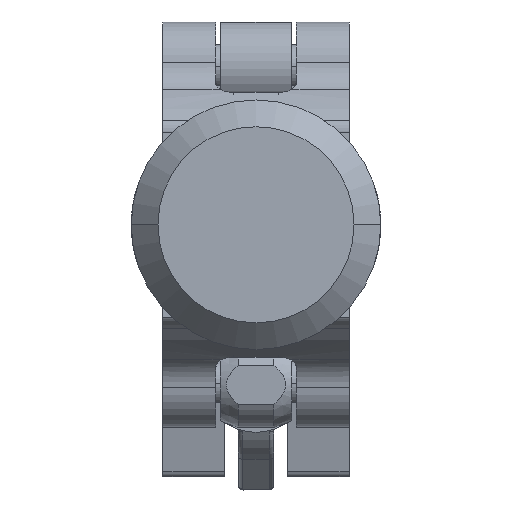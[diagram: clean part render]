
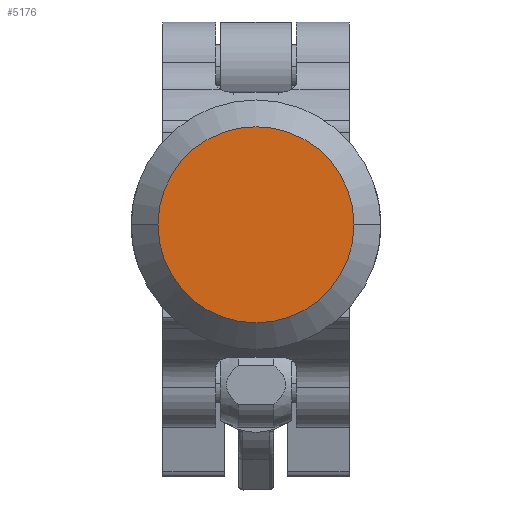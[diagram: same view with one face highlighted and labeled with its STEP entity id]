
A CAD part, front view. The second image highlights one B-rep face of the part: STEP entity #5176.
In plain terms, the highlighted planar face has unit normal (0, -1, 0).
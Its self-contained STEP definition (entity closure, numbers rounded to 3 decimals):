
#426 = AXIS2_PLACEMENT_3D ( 'NONE', #13700, #9036, #3766 ) ;
#681 = CIRCLE ( 'NONE', #5216, 11. ) ;
#1200 = ORIENTED_EDGE ( 'NONE', *, *, #5320, .T. ) ;
#2665 = CARTESIAN_POINT ( 'NONE',  ( 0., 0., 0. ) ) ;
#3766 = DIRECTION ( 'NONE',  ( 0., 0., -1. ) ) ;
#5176 = ADVANCED_FACE ( 'NONE', ( #14891 ), #12610, .T. ) ;
#5216 = AXIS2_PLACEMENT_3D ( 'NONE', #2665, #7502, #7563 ) ;
#5320 = EDGE_CURVE ( 'NONE', #15979, #13595, #681, .T. ) ;
#7086 = CARTESIAN_POINT ( 'NONE',  ( 11., 0., 0. ) ) ;
#7502 = DIRECTION ( 'NONE',  ( 0., -1., 0. ) ) ;
#7563 = DIRECTION ( 'NONE',  ( 0., 0., -1. ) ) ;
#8710 = CARTESIAN_POINT ( 'NONE',  ( 0., 0., 11. ) ) ;
#8934 = DIRECTION ( 'NONE',  ( 0., -1., 0. ) ) ;
#9036 = DIRECTION ( 'NONE',  ( 0., -1., 0. ) ) ;
#11013 = CIRCLE ( 'NONE', #426, 11. ) ;
#12610 = PLANE ( 'NONE',  #15787 ) ;
#13595 = VERTEX_POINT ( 'NONE', #19800 ) ;
#13700 = CARTESIAN_POINT ( 'NONE',  ( 0., 0., 0. ) ) ;
#14891 = FACE_OUTER_BOUND ( 'NONE', #17265, .T. ) ;
#15787 = AXIS2_PLACEMENT_3D ( 'NONE', #7086, #8934, #17249 ) ;
#15979 = VERTEX_POINT ( 'NONE', #8710 ) ;
#16723 = ORIENTED_EDGE ( 'NONE', *, *, #18471, .T. ) ;
#17249 = DIRECTION ( 'NONE',  ( 0., 0., -1. ) ) ;
#17265 = EDGE_LOOP ( 'NONE', ( #1200, #16723 ) ) ;
#18471 = EDGE_CURVE ( 'NONE', #13595, #15979, #11013, .T. ) ;
#19800 = CARTESIAN_POINT ( 'NONE',  ( 0., 0., -11. ) ) ;
